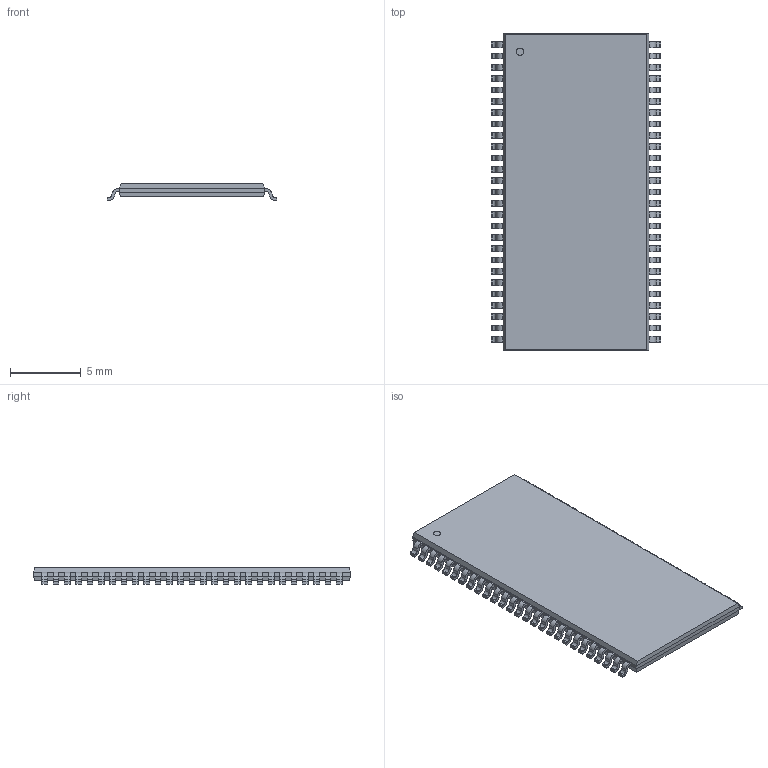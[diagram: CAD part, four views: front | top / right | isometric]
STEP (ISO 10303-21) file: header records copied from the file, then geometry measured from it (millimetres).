
FILE_DESCRIPTION(('STEP AP214'),'1');
FILE_NAME('TSOP54_HNX','2023-12-02T09:58:15',(''),(''),'','','');
FILE_SCHEMA(('AUTOMOTIVE_DESIGN'));
Length unit declared in the file: millimetre
Products named in the file (1): product
Bounding box: 11.94 x 22.33 x 1.2 mm (x, y, z)
Volume: 219.2 mm3; surface area: 599.5 mm2
Topology: 56 solids, 56 shells, 773 faces, 1975 edges, 1314 vertices
Faces by surface type: plane 556, cylinder 217
Full cylindrical faces by diameter (mm): 0.513 x1
Entity records: 22373 total; most frequent: DIRECTION 3958, ORIENTED_EDGE 3948, CARTESIAN_POINT 2307, EDGE_CURVE 1974, LINE 1540, VECTOR 1540, VERTEX_POINT 1314, AXIS2_PLACEMENT_3D 1209
